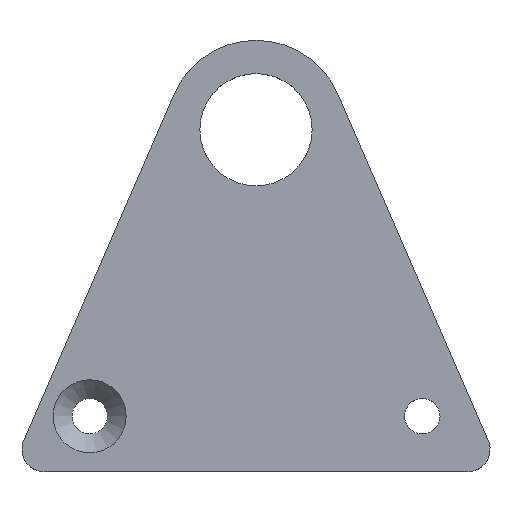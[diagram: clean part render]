
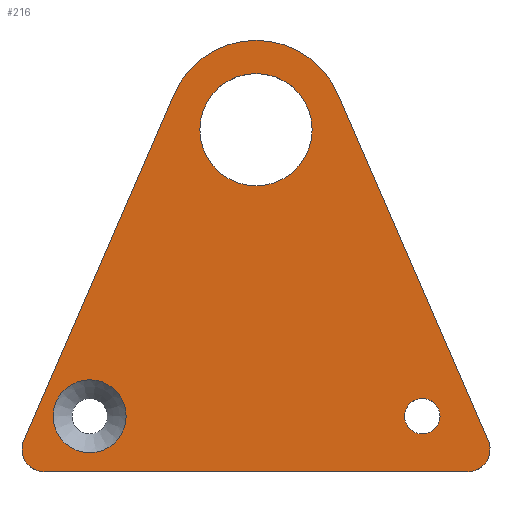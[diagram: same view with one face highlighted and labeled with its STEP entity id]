
A CAD part, top view. The second image highlights one B-rep face of the part: STEP entity #216.
In plain terms, the highlighted planar face has unit normal (0, 0, 1).
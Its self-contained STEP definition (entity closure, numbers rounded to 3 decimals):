
#15=FACE_BOUND('',#47,.T.);
#16=FACE_BOUND('',#48,.T.);
#17=FACE_BOUND('',#49,.T.);
#21=PLANE('',#233);
#34=FACE_OUTER_BOUND('',#46,.T.);
#46=EDGE_LOOP('',(#163,#164,#165,#166,#167,#168));
#47=EDGE_LOOP('',(#169));
#48=EDGE_LOOP('',(#170));
#49=EDGE_LOOP('',(#171));
#64=LINE('',#337,#80);
#65=LINE('',#341,#81);
#66=LINE('',#344,#82);
#80=VECTOR('',#271,10.);
#81=VECTOR('',#274,10.);
#82=VECTOR('',#277,10.);
#95=CIRCLE('',#230,3.3);
#97=CIRCLE('',#234,2.);
#98=CIRCLE('',#235,8.075);
#99=CIRCLE('',#236,2.);
#100=CIRCLE('',#237,5.075);
#101=CIRCLE('',#238,1.6);
#108=VERTEX_POINT('',#325);
#110=VERTEX_POINT('',#333);
#111=VERTEX_POINT('',#334);
#112=VERTEX_POINT('',#336);
#113=VERTEX_POINT('',#338);
#114=VERTEX_POINT('',#340);
#115=VERTEX_POINT('',#342);
#116=VERTEX_POINT('',#345);
#117=VERTEX_POINT('',#347);
#128=EDGE_CURVE('',#108,#108,#95,.T.);
#131=EDGE_CURVE('',#110,#111,#97,.T.);
#132=EDGE_CURVE('',#112,#111,#64,.T.);
#133=EDGE_CURVE('',#113,#112,#98,.T.);
#134=EDGE_CURVE('',#114,#113,#65,.T.);
#135=EDGE_CURVE('',#114,#115,#99,.T.);
#136=EDGE_CURVE('',#110,#115,#66,.T.);
#137=EDGE_CURVE('',#116,#116,#100,.T.);
#138=EDGE_CURVE('',#117,#117,#101,.T.);
#163=ORIENTED_EDGE('',*,*,#131,.T.);
#164=ORIENTED_EDGE('',*,*,#132,.F.);
#165=ORIENTED_EDGE('',*,*,#133,.F.);
#166=ORIENTED_EDGE('',*,*,#134,.F.);
#167=ORIENTED_EDGE('',*,*,#135,.T.);
#168=ORIENTED_EDGE('',*,*,#136,.F.);
#169=ORIENTED_EDGE('',*,*,#137,.F.);
#170=ORIENTED_EDGE('',*,*,#138,.F.);
#171=ORIENTED_EDGE('',*,*,#128,.F.);
#216=ADVANCED_FACE('',(#34,#15,#16,#17),#21,.T.);
#230=AXIS2_PLACEMENT_3D('',#327,#260,#261);
#233=AXIS2_PLACEMENT_3D('',#332,#267,#268);
#234=AXIS2_PLACEMENT_3D('',#335,#269,#270);
#235=AXIS2_PLACEMENT_3D('',#339,#272,#273);
#236=AXIS2_PLACEMENT_3D('',#343,#275,#276);
#237=AXIS2_PLACEMENT_3D('',#346,#278,#279);
#238=AXIS2_PLACEMENT_3D('',#348,#280,#281);
#260=DIRECTION('center_axis',(0.,0.,1.));
#261=DIRECTION('ref_axis',(1.,0.,0.));
#267=DIRECTION('center_axis',(0.,0.,1.));
#268=DIRECTION('ref_axis',(1.,0.,0.));
#269=DIRECTION('center_axis',(0.,0.,1.));
#270=DIRECTION('ref_axis',(0.836,-0.549,0.));
#271=DIRECTION('',(0.398,-0.917,0.));
#272=DIRECTION('center_axis',(0.,0.,-1.));
#273=DIRECTION('ref_axis',(1.,0.,0.));
#274=DIRECTION('',(0.398,0.917,0.));
#275=DIRECTION('center_axis',(0.,0.,1.));
#276=DIRECTION('ref_axis',(-0.836,-0.549,0.));
#277=DIRECTION('',(-1.,0.,0.));
#278=DIRECTION('center_axis',(0.,0.,1.));
#279=DIRECTION('ref_axis',(1.,0.,0.));
#280=DIRECTION('center_axis',(0.,0.,1.));
#281=DIRECTION('ref_axis',(1.,0.,0.));
#325=CARTESIAN_POINT('',(75.23,-78.502,-37.));
#327=CARTESIAN_POINT('Origin',(78.53,-78.502,-37.));
#332=CARTESIAN_POINT('Origin',(93.562,-64.014,-37.));
#333=CARTESIAN_POINT('',(112.715,-83.502,-37.));
#334=CARTESIAN_POINT('',(114.55,-80.706,-37.));
#335=CARTESIAN_POINT('Origin',(112.715,-81.502,-37.));
#336=CARTESIAN_POINT('',(100.971,-49.39,-37.));
#337=CARTESIAN_POINT('',(115.762,-83.502,-37.));
#338=CARTESIAN_POINT('',(86.154,-49.39,-37.));
#339=CARTESIAN_POINT('Origin',(93.562,-52.602,-37.));
#340=CARTESIAN_POINT('',(72.575,-80.706,-37.));
#341=CARTESIAN_POINT('',(71.362,-83.502,-37.));
#342=CARTESIAN_POINT('',(74.409,-83.502,-37.));
#343=CARTESIAN_POINT('Origin',(74.409,-81.502,-37.));
#344=CARTESIAN_POINT('',(71.362,-83.502,-37.));
#345=CARTESIAN_POINT('',(88.487,-52.602,-37.));
#346=CARTESIAN_POINT('Origin',(93.562,-52.602,-37.));
#347=CARTESIAN_POINT('',(106.994,-78.502,-37.));
#348=CARTESIAN_POINT('Origin',(108.594,-78.502,-37.));
